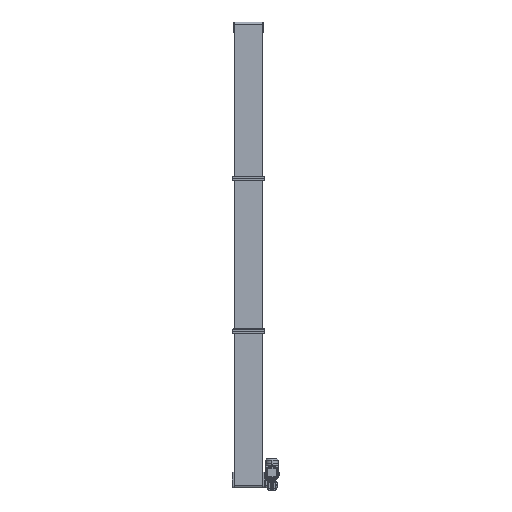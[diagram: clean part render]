
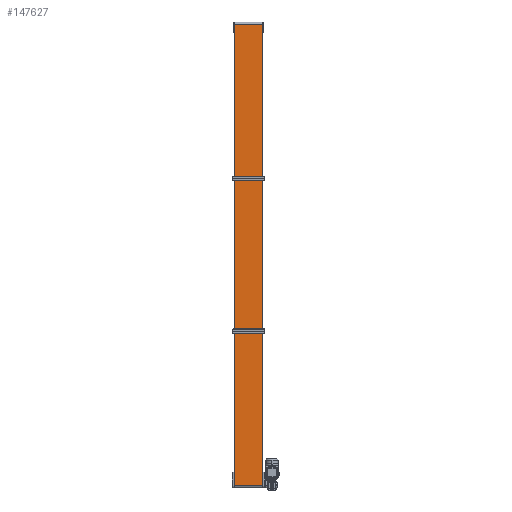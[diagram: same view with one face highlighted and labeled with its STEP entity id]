
A CAD part, front view. The second image highlights one B-rep face of the part: STEP entity #147627.
In plain terms, the highlighted planar face has unit normal (0, -1, 0).
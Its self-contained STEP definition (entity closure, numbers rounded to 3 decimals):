
#1352 = VERTEX_POINT ( 'NONE', #152791 ) ;
#8641 = AXIS2_PLACEMENT_3D ( 'NONE', #176748, #69347, #100126 ) ;
#8789 = FACE_OUTER_BOUND ( 'NONE', #98117, .T. ) ;
#32959 = ORIENTED_EDGE ( 'NONE', *, *, #175513, .T. ) ;
#33247 = VECTOR ( 'NONE', #195554, 1000. ) ;
#35268 = EDGE_CURVE ( 'NONE', #1352, #84791, #181642, .T. ) ;
#37401 = EDGE_CURVE ( 'NONE', #1352, #175692, #168448, .T. ) ;
#45119 = EDGE_CURVE ( 'NONE', #84791, #176767, #97587, .T. ) ;
#45421 = ORIENTED_EDGE ( 'NONE', *, *, #37401, .T. ) ;
#47303 = CARTESIAN_POINT ( 'NONE',  ( 247.5, -22.282, -114.891 ) ) ;
#47834 = CARTESIAN_POINT ( 'NONE',  ( 247.5, -22.282, -114.891 ) ) ;
#69347 = DIRECTION ( 'NONE',  ( 0., 1., 0. ) ) ;
#69724 = DIRECTION ( 'NONE',  ( -1., 0., 0. ) ) ;
#73296 = ORIENTED_EDGE ( 'NONE', *, *, #45119, .F. ) ;
#82709 = CARTESIAN_POINT ( 'NONE',  ( 247.5, -22.282, -114.891 ) ) ;
#84791 = VERTEX_POINT ( 'NONE', #47834 ) ;
#85495 = VECTOR ( 'NONE', #139601, 1000. ) ;
#97587 = LINE ( 'NONE', #82709, #170498 ) ;
#98117 = EDGE_LOOP ( 'NONE', ( #32959, #73296, #143478, #45421 ) ) ;
#100126 = DIRECTION ( 'NONE',  ( 0., 0., 1. ) ) ;
#137657 = CARTESIAN_POINT ( 'NONE',  ( 247.5, -22.282, 3886.891 ) ) ;
#139601 = DIRECTION ( 'NONE',  ( -1., 0., 0. ) ) ;
#140452 = CARTESIAN_POINT ( 'NONE',  ( 2.5, -22.282, -114.891 ) ) ;
#143478 = ORIENTED_EDGE ( 'NONE', *, *, #35268, .F. ) ;
#147627 = ADVANCED_FACE ( 'NONE', ( #8789 ), #190802, .F. ) ;
#148259 = VECTOR ( 'NONE', #195628, 1000. ) ;
#151572 = CARTESIAN_POINT ( 'NONE',  ( 2.5, -22.282, -114.891 ) ) ;
#152791 = CARTESIAN_POINT ( 'NONE',  ( 247.5, -22.282, 3886.891 ) ) ;
#159419 = CARTESIAN_POINT ( 'NONE',  ( 2.5, -22.282, 3886.891 ) ) ;
#168448 = LINE ( 'NONE', #137657, #85495 ) ;
#170498 = VECTOR ( 'NONE', #69724, 1000. ) ;
#175513 = EDGE_CURVE ( 'NONE', #175692, #176767, #181559, .T. ) ;
#175692 = VERTEX_POINT ( 'NONE', #159419 ) ;
#176748 = CARTESIAN_POINT ( 'NONE',  ( 247.5, -22.282, -114.891 ) ) ;
#176767 = VERTEX_POINT ( 'NONE', #140452 ) ;
#181559 = LINE ( 'NONE', #151572, #33247 ) ;
#181642 = LINE ( 'NONE', #47303, #148259 ) ;
#190802 = PLANE ( 'NONE',  #8641 ) ;
#195554 = DIRECTION ( 'NONE',  ( 0., 0., -1. ) ) ;
#195628 = DIRECTION ( 'NONE',  ( 0., 0., -1. ) ) ;
